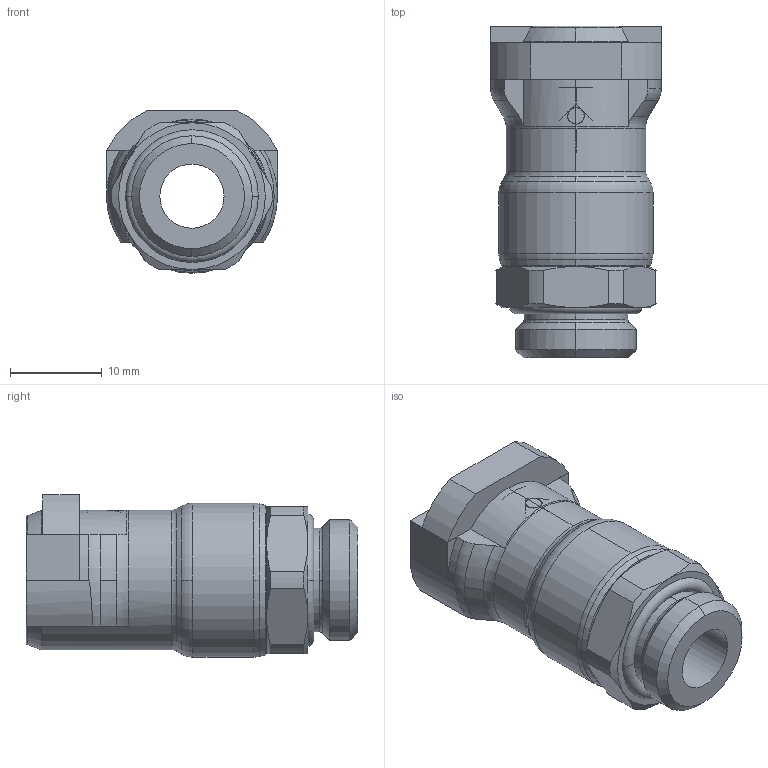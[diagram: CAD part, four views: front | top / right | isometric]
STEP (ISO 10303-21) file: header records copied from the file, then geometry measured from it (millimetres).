
FILE_DESCRIPTION(('STEP AP214'),'1');
FILE_NAME('7921_05_13.stp','2016-07-07T14:34:54',('TraceParts'),('TraceParts S.A.'),'Spatial InterOp 3D',' ',' ');
FILE_SCHEMA(('automotive_design'));
Length unit declared in the file: millimetre
Products named in the file (1): 1
Bounding box: 18.61 x 36.15 x 17.7 mm (x, y, z)
Volume: 4910.8 mm3; surface area: 3688.7 mm2
Topology: 1 solids, 1 shells, 154 faces, 420 edges, 278 vertices
Faces by surface type: plane 53, cylinder 47, cone 36, torus 18
Entity records: 5318 total; most frequent: CARTESIAN_POINT 1364, DIRECTION 859, ORIENTED_EDGE 840, EDGE_CURVE 420, AXIS2_PLACEMENT_3D 349, VERTEX_POINT 278, CIRCLE 182, EDGE_LOOP 166
